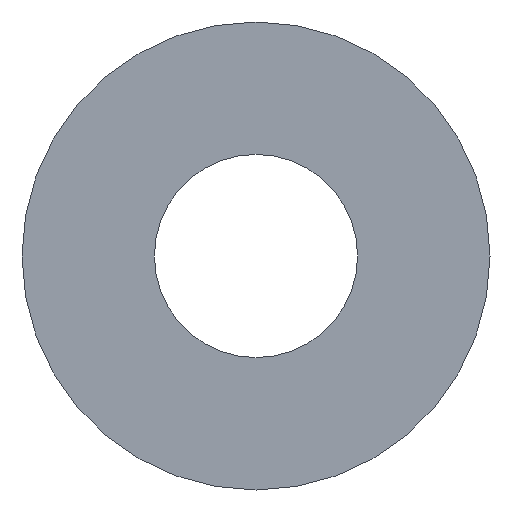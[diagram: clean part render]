
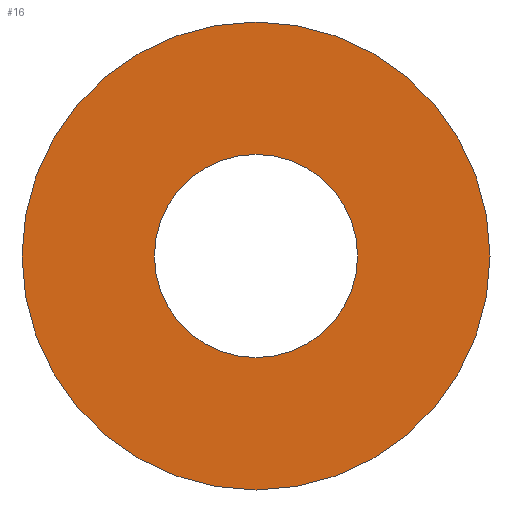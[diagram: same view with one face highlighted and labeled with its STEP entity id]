
A CAD part, front view. The second image highlights one B-rep face of the part: STEP entity #16.
In plain terms, the highlighted planar face has unit normal (0, -1, 0).
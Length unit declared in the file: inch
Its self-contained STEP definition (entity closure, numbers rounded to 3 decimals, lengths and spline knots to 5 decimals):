
#1 = EDGE_CURVE ( 'NONE', #183, #9, #294, .T. ) ;
#9 = VERTEX_POINT ( 'NONE', #90 ) ;
#10 = AXIS2_PLACEMENT_3D ( 'NONE', #118, #61, #330 ) ;
#13 = ORIENTED_EDGE ( 'NONE', *, *, #147, .T. ) ;
#16 = ADVANCED_FACE ( 'NONE', ( #22, #254 ), #197, .T. ) ;
#22 = FACE_OUTER_BOUND ( 'NONE', #295, .T. ) ;
#26 = CARTESIAN_POINT ( 'NONE',  ( 0., 0., 0. ) ) ;
#61 = DIRECTION ( 'NONE',  ( 0., -1., 0. ) ) ;
#67 = DIRECTION ( 'NONE',  ( 0., -1., 0. ) ) ;
#83 = VERTEX_POINT ( 'NONE', #144 ) ;
#90 = CARTESIAN_POINT ( 'NONE',  ( 0., 0., 0.19 ) ) ;
#99 = AXIS2_PLACEMENT_3D ( 'NONE', #302, #67, #224 ) ;
#112 = DIRECTION ( 'NONE',  ( 0., -1., 0. ) ) ;
#114 = VERTEX_POINT ( 'NONE', #150 ) ;
#118 = CARTESIAN_POINT ( 'NONE',  ( 0.4375, 0., 0. ) ) ;
#121 = DIRECTION ( 'NONE',  ( 0., -1., 0. ) ) ;
#139 = CIRCLE ( 'NONE', #286, 0.19 ) ;
#144 = CARTESIAN_POINT ( 'NONE',  ( 0., 0., 0.4375 ) ) ;
#147 = EDGE_CURVE ( 'NONE', #83, #114, #232, .T. ) ;
#150 = CARTESIAN_POINT ( 'NONE',  ( 0., 0., -0.4375 ) ) ;
#164 = ORIENTED_EDGE ( 'NONE', *, *, #283, .T. ) ;
#181 = EDGE_LOOP ( 'NONE', ( #307, #243 ) ) ;
#183 = VERTEX_POINT ( 'NONE', #263 ) ;
#190 = DIRECTION ( 'NONE',  ( 0., 0., -1. ) ) ;
#197 = PLANE ( 'NONE',  #10 ) ;
#210 = DIRECTION ( 'NONE',  ( 0., -1., 0. ) ) ;
#212 = DIRECTION ( 'NONE',  ( 0., 0., -1. ) ) ;
#215 = EDGE_CURVE ( 'NONE', #9, #183, #139, .T. ) ;
#222 = AXIS2_PLACEMENT_3D ( 'NONE', #235, #210, #313 ) ;
#224 = DIRECTION ( 'NONE',  ( 0., 0., -1. ) ) ;
#232 = CIRCLE ( 'NONE', #222, 0.4375 ) ;
#233 = AXIS2_PLACEMENT_3D ( 'NONE', #299, #112, #190 ) ;
#235 = CARTESIAN_POINT ( 'NONE',  ( 0., 0., 0. ) ) ;
#243 = ORIENTED_EDGE ( 'NONE', *, *, #215, .F. ) ;
#254 = FACE_BOUND ( 'NONE', #181, .T. ) ;
#260 = CIRCLE ( 'NONE', #233, 0.4375 ) ;
#263 = CARTESIAN_POINT ( 'NONE',  ( 0., 0., -0.19 ) ) ;
#283 = EDGE_CURVE ( 'NONE', #114, #83, #260, .T. ) ;
#286 = AXIS2_PLACEMENT_3D ( 'NONE', #26, #121, #212 ) ;
#294 = CIRCLE ( 'NONE', #99, 0.19 ) ;
#295 = EDGE_LOOP ( 'NONE', ( #164, #13 ) ) ;
#299 = CARTESIAN_POINT ( 'NONE',  ( 0., 0., 0. ) ) ;
#302 = CARTESIAN_POINT ( 'NONE',  ( 0., 0., 0. ) ) ;
#307 = ORIENTED_EDGE ( 'NONE', *, *, #1, .F. ) ;
#313 = DIRECTION ( 'NONE',  ( 0., 0., -1. ) ) ;
#330 = DIRECTION ( 'NONE',  ( 0., 0., -1. ) ) ;
